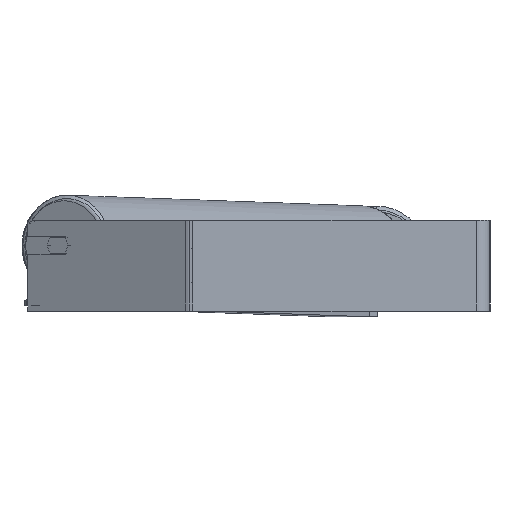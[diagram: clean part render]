
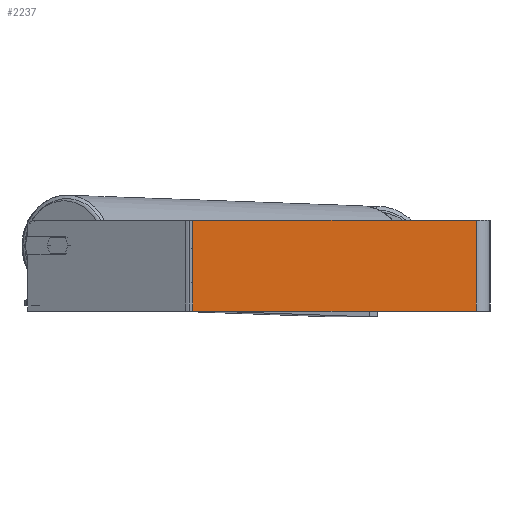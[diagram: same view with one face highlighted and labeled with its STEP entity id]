
A CAD part, left-side view. The second image highlights one B-rep face of the part: STEP entity #2237.
In plain terms, the highlighted planar face has unit normal (-1, 0, 0).
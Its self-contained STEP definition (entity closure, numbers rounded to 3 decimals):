
#352 = CARTESIAN_POINT ( 'NONE',  ( -840., 262.3, 40. ) ) ;
#678 = LINE ( 'NONE', #3578, #4504 ) ;
#1239 = DIRECTION ( 'NONE',  ( 1., 0., 0. ) ) ;
#1845 = AXIS2_PLACEMENT_3D ( 'NONE', #3423, #1239, #4124 ) ;
#2121 = ORIENTED_EDGE ( 'NONE', *, *, #5219, .F. ) ;
#2237 = ADVANCED_FACE ( 'NONE', ( #5548 ), #4832, .F. ) ;
#3139 = VECTOR ( 'NONE', #7187, 1000. ) ;
#3423 = CARTESIAN_POINT ( 'NONE',  ( -840., 265.516, 40. ) ) ;
#3578 = CARTESIAN_POINT ( 'NONE',  ( -840., 12., 40. ) ) ;
#3829 = ORIENTED_EDGE ( 'NONE', *, *, #6729, .T. ) ;
#3881 = LINE ( 'NONE', #5350, #4060 ) ;
#4060 = VECTOR ( 'NONE', #6776, 1000. ) ;
#4068 = DIRECTION ( 'NONE',  ( 0., -1., 0. ) ) ;
#4124 = DIRECTION ( 'NONE',  ( 0., 0., -1. ) ) ;
#4266 = ORIENTED_EDGE ( 'NONE', *, *, #5492, .F. ) ;
#4504 = VECTOR ( 'NONE', #6459, 1000. ) ;
#4771 = LINE ( 'NONE', #6426, #7692 ) ;
#4832 = PLANE ( 'NONE',  #1845 ) ;
#4928 = CARTESIAN_POINT ( 'NONE',  ( -840., 12., 40. ) ) ;
#5219 = EDGE_CURVE ( 'NONE', #7740, #5582, #678, .T. ) ;
#5350 = CARTESIAN_POINT ( 'NONE',  ( -840., 262.3, 40. ) ) ;
#5492 = EDGE_CURVE ( 'NONE', #5632, #7740, #6291, .T. ) ;
#5548 = FACE_OUTER_BOUND ( 'NONE', #8826, .T. ) ;
#5582 = VERTEX_POINT ( 'NONE', #6536 ) ;
#5632 = VERTEX_POINT ( 'NONE', #352 ) ;
#6291 = LINE ( 'NONE', #7052, #3139 ) ;
#6426 = CARTESIAN_POINT ( 'NONE',  ( -840., 265.516, -40. ) ) ;
#6437 = ORIENTED_EDGE ( 'NONE', *, *, #6859, .T. ) ;
#6459 = DIRECTION ( 'NONE',  ( 0., 0., -1. ) ) ;
#6536 = CARTESIAN_POINT ( 'NONE',  ( -840., 12., -40. ) ) ;
#6729 = EDGE_CURVE ( 'NONE', #5632, #7755, #3881, .T. ) ;
#6776 = DIRECTION ( 'NONE',  ( 0., 0., -1. ) ) ;
#6859 = EDGE_CURVE ( 'NONE', #7755, #5582, #4771, .T. ) ;
#7052 = CARTESIAN_POINT ( 'NONE',  ( -840., 265.516, 40. ) ) ;
#7187 = DIRECTION ( 'NONE',  ( 0., -1., 0. ) ) ;
#7692 = VECTOR ( 'NONE', #4068, 1000. ) ;
#7740 = VERTEX_POINT ( 'NONE', #4928 ) ;
#7755 = VERTEX_POINT ( 'NONE', #8573 ) ;
#8573 = CARTESIAN_POINT ( 'NONE',  ( -840., 262.3, -40. ) ) ;
#8826 = EDGE_LOOP ( 'NONE', ( #6437, #2121, #4266, #3829 ) ) ;
